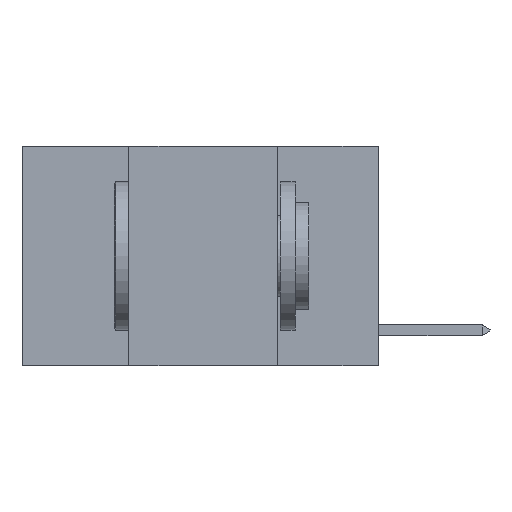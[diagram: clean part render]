
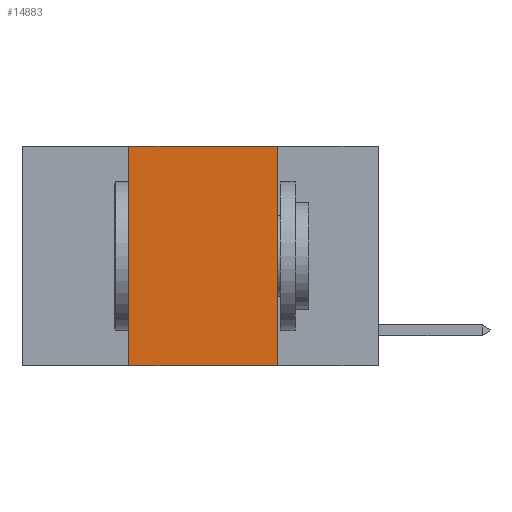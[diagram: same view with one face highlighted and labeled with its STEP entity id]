
A CAD part, left-side view. The second image highlights one B-rep face of the part: STEP entity #14883.
In plain terms, the highlighted planar face has unit normal (-1, 0, 0).
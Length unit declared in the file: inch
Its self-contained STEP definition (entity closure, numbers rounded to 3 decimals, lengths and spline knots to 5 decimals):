
#17 = LINE ( 'NONE', #5826, #16953 ) ;
#437 = FACE_OUTER_BOUND ( 'NONE', #17316, .T. ) ;
#836 = LINE ( 'NONE', #14783, #9898 ) ;
#1624 = EDGE_CURVE ( 'NONE', #17439, #20297, #10839, .T. ) ;
#2356 = DIRECTION ( 'NONE',  ( 1., 0., 0. ) ) ;
#2370 = ORIENTED_EDGE ( 'NONE', *, *, #1624, .F. ) ;
#4198 = PLANE ( 'NONE',  #12336 ) ;
#4938 = VECTOR ( 'NONE', #23889, 39.37008 ) ;
#5826 = CARTESIAN_POINT ( 'NONE',  ( 0., 0.6, 0. ) ) ;
#5843 = DIRECTION ( 'NONE',  ( 0., 0., -1. ) ) ;
#5891 = DIRECTION ( 'NONE',  ( 0., 0., -1. ) ) ;
#6056 = VECTOR ( 'NONE', #5843, 39.37008 ) ;
#6330 = CARTESIAN_POINT ( 'NONE',  ( 0., 0.17, 0. ) ) ;
#7582 = EDGE_CURVE ( 'NONE', #17632, #11559, #836, .T. ) ;
#8296 = DIRECTION ( 'NONE',  ( 0., 0., 1. ) ) ;
#9032 = CARTESIAN_POINT ( 'NONE',  ( 0., 0.17, 0. ) ) ;
#9073 = EDGE_CURVE ( 'NONE', #17632, #20297, #16466, .T. ) ;
#9710 = ORIENTED_EDGE ( 'NONE', *, *, #16486, .F. ) ;
#9898 = VECTOR ( 'NONE', #8296, 39.37008 ) ;
#10787 = CARTESIAN_POINT ( 'NONE',  ( 0., 0.6, -0.37 ) ) ;
#10839 = LINE ( 'NONE', #6330, #6056 ) ;
#11559 = VERTEX_POINT ( 'NONE', #13236 ) ;
#12336 = AXIS2_PLACEMENT_3D ( 'NONE', #17192, #2356, #5891 ) ;
#13236 = CARTESIAN_POINT ( 'NONE',  ( 0., 0.42, 0. ) ) ;
#13776 = CARTESIAN_POINT ( 'NONE',  ( 0., 0.17, -0.37 ) ) ;
#14783 = CARTESIAN_POINT ( 'NONE',  ( 0., 0.42, 0. ) ) ;
#14883 = ADVANCED_FACE ( 'NONE', ( #437 ), #4198, .F. ) ;
#16466 = LINE ( 'NONE', #10787, #4938 ) ;
#16486 = EDGE_CURVE ( 'NONE', #11559, #17439, #17, .T. ) ;
#16515 = DIRECTION ( 'NONE',  ( 0., -1., 0. ) ) ;
#16953 = VECTOR ( 'NONE', #16515, 39.37008 ) ;
#17192 = CARTESIAN_POINT ( 'NONE',  ( 0., 0.6, 0. ) ) ;
#17316 = EDGE_LOOP ( 'NONE', ( #2370, #9710, #23862, #21460 ) ) ;
#17439 = VERTEX_POINT ( 'NONE', #9032 ) ;
#17632 = VERTEX_POINT ( 'NONE', #19023 ) ;
#19023 = CARTESIAN_POINT ( 'NONE',  ( 0., 0.42, -0.37 ) ) ;
#20297 = VERTEX_POINT ( 'NONE', #13776 ) ;
#21460 = ORIENTED_EDGE ( 'NONE', *, *, #9073, .T. ) ;
#23862 = ORIENTED_EDGE ( 'NONE', *, *, #7582, .F. ) ;
#23889 = DIRECTION ( 'NONE',  ( 0., -1., 0. ) ) ;
